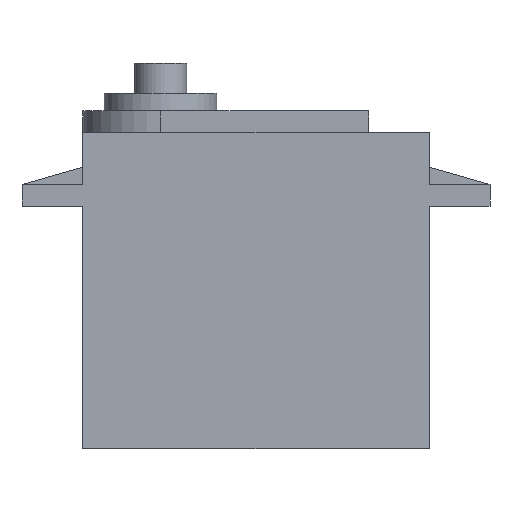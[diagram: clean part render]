
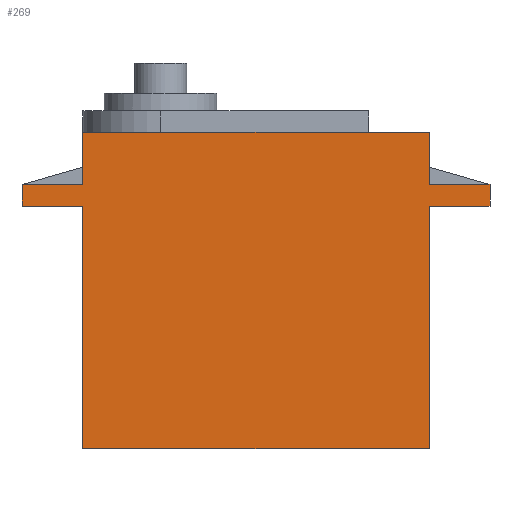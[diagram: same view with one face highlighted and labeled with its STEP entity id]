
A CAD part, front view. The second image highlights one B-rep face of the part: STEP entity #269.
In plain terms, the highlighted planar face has unit normal (0, -1, 0).
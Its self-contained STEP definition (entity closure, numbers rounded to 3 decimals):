
#269=ADVANCED_FACE('',(#644),#646,.T.);
#644=FACE_BOUND('',#645,.T.);
#645=EDGE_LOOP('',(#958,#959,#960,#961,#962,#963,#964,#965,#966,#967,#968,#969));
#646=PLANE('',#647);
#647=AXIS2_PLACEMENT_3D('',#648,#649,#650);
#648=CARTESIAN_POINT('',(-20.,-10.,0.));
#649=DIRECTION('',(0.,-1.,0.));
#650=DIRECTION('',(1.,0.,0.));
#958=ORIENTED_EDGE('',*,*,#1148,.T.);
#959=ORIENTED_EDGE('',*,*,#1149,.T.);
#960=ORIENTED_EDGE('',*,*,#1125,.T.);
#961=ORIENTED_EDGE('',*,*,#1150,.T.);
#962=ORIENTED_EDGE('',*,*,#1078,.F.);
#963=ORIENTED_EDGE('',*,*,#1101,.T.);
#964=ORIENTED_EDGE('',*,*,#1151,.F.);
#965=ORIENTED_EDGE('',*,*,#1105,.F.);
#966=ORIENTED_EDGE('',*,*,#1095,.F.);
#967=ORIENTED_EDGE('',*,*,#1152,.F.);
#968=ORIENTED_EDGE('',*,*,#1130,.T.);
#969=ORIENTED_EDGE('',*,*,#1153,.F.);
#1078=EDGE_CURVE('',#1218,#1220,#1221,.T.);
#1095=EDGE_CURVE('',#1250,#1252,#1253,.T.);
#1101=EDGE_CURVE('',#1218,#1261,#1263,.T.);
#1105=EDGE_CURVE('',#1252,#1269,#1270,.T.);
#1125=EDGE_CURVE('',#1284,#1300,#1302,.T.);
#1130=EDGE_CURVE('',#1310,#1308,#1311,.T.);
#1148=EDGE_CURVE('',#1337,#1338,#1339,.T.);
#1149=EDGE_CURVE('',#1338,#1284,#1340,.T.);
#1150=EDGE_CURVE('',#1300,#1220,#1341,.T.);
#1151=EDGE_CURVE('',#1269,#1261,#1342,.T.);
#1152=EDGE_CURVE('',#1310,#1250,#1343,.T.);
#1153=EDGE_CURVE('',#1337,#1308,#1344,.T.);
#1218=VERTEX_POINT('',#1462);
#1220=VERTEX_POINT('',#1466);
#1221=LINE('',#1467,#1468);
#1250=VERTEX_POINT('',#1531);
#1252=VERTEX_POINT('',#1535);
#1253=LINE('',#1536,#1537);
#1261=VERTEX_POINT('',#1554);
#1263=LINE('',#1558,#1559);
#1269=VERTEX_POINT('',#1572);
#1270=LINE('',#1573,#1574);
#1284=VERTEX_POINT('',#1609);
#1300=VERTEX_POINT('',#1643);
#1302=LINE('',#1647,#1648);
#1308=VERTEX_POINT('',#1661);
#1310=VERTEX_POINT('',#1665);
#1311=LINE('',#1666,#1667);
#1337=VERTEX_POINT('',#1730);
#1338=VERTEX_POINT('',#1731);
#1339=LINE('',#1732,#1733);
#1340=LINE('',#1735,#1736);
#1341=LINE('',#1738,#1739);
#1342=LINE('',#1741,#1742);
#1343=LINE('',#1744,#1745);
#1344=LINE('',#1747,#1748);
#1462=CARTESIAN_POINT('',(20.,-10.,30.5));
#1466=CARTESIAN_POINT('',(27.,-10.,30.5));
#1467=CARTESIAN_POINT('',(20.,-10.,30.5));
#1468=VECTOR('',#1469,1.);
#1469=DIRECTION('',(1.,0.,0.));
#1531=CARTESIAN_POINT('',(-27.,-10.,30.5));
#1535=CARTESIAN_POINT('',(-20.,-10.,30.5));
#1536=CARTESIAN_POINT('',(-27.,-10.,30.5));
#1537=VECTOR('',#1538,1.);
#1538=DIRECTION('',(1.,0.,0.));
#1554=CARTESIAN_POINT('',(20.,-10.,36.5));
#1558=CARTESIAN_POINT('',(20.,-10.,30.5));
#1559=VECTOR('',#1560,1.);
#1560=DIRECTION('',(0.,0.,1.));
#1572=CARTESIAN_POINT('',(-20.,-10.,36.5));
#1573=CARTESIAN_POINT('',(-20.,-10.,30.5));
#1574=VECTOR('',#1575,1.);
#1575=DIRECTION('',(0.,0.,1.));
#1609=CARTESIAN_POINT('',(20.,-10.,28.));
#1643=CARTESIAN_POINT('',(27.,-10.,28.));
#1647=CARTESIAN_POINT('',(20.,-10.,28.));
#1648=VECTOR('',#1649,1.);
#1649=DIRECTION('',(1.,0.,0.));
#1661=CARTESIAN_POINT('',(-20.,-10.,28.));
#1665=CARTESIAN_POINT('',(-27.,-10.,28.));
#1666=CARTESIAN_POINT('',(-27.,-10.,28.));
#1667=VECTOR('',#1668,1.);
#1668=DIRECTION('',(1.,0.,0.));
#1730=CARTESIAN_POINT('',(-20.,-10.,0.));
#1731=CARTESIAN_POINT('',(20.,-10.,0.));
#1732=CARTESIAN_POINT('',(-20.,-10.,0.));
#1733=VECTOR('',#1734,1.);
#1734=DIRECTION('',(1.,0.,0.));
#1735=CARTESIAN_POINT('',(20.,-10.,0.));
#1736=VECTOR('',#1737,1.);
#1737=DIRECTION('',(0.,0.,1.));
#1738=CARTESIAN_POINT('',(27.,-10.,28.));
#1739=VECTOR('',#1740,1.);
#1740=DIRECTION('',(0.,0.,1.));
#1741=CARTESIAN_POINT('',(-20.,-10.,36.5));
#1742=VECTOR('',#1743,1.);
#1743=DIRECTION('',(1.,0.,0.));
#1744=CARTESIAN_POINT('',(-27.,-10.,28.));
#1745=VECTOR('',#1746,1.);
#1746=DIRECTION('',(0.,0.,1.));
#1747=CARTESIAN_POINT('',(-20.,-10.,0.));
#1748=VECTOR('',#1749,1.);
#1749=DIRECTION('',(0.,0.,1.));
